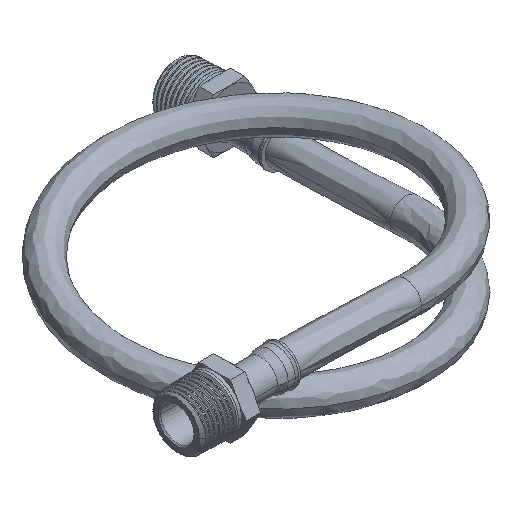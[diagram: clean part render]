
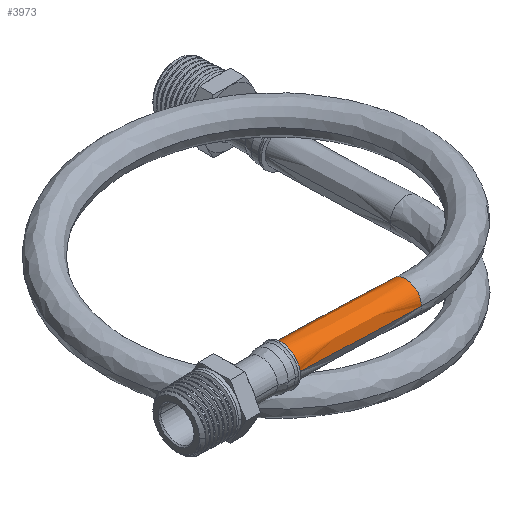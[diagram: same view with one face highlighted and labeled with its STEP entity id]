
A CAD part, isometric view. The second image highlights one B-rep face of the part: STEP entity #3973.
In plain terms, the highlighted free-form (B-spline) face has degree [3, 3] with [10, 6] control points.
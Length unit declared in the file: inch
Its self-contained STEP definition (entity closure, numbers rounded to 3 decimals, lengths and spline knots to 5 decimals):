
#2=CARTESIAN_POINT('',(0.,-2.6525,1.25));
#3=CARTESIAN_POINT('',(0.,-2.6525,1.30284));
#4=CARTESIAN_POINT('',(0.,-2.61817,1.40851));
#5=CARTESIAN_POINT('',(0.,-2.48333,1.50647));
#6=CARTESIAN_POINT('',(0.,-2.31667,1.50647));
#7=CARTESIAN_POINT('',(0.,-2.18183,1.40851));
#8=CARTESIAN_POINT('',(0.,-2.1475,1.30284));
#9=CARTESIAN_POINT('',(0.,-2.1475,1.25));
#110=CARTESIAN_POINT('',(-2.,-2.65251,1.31624));
#111=CARTESIAN_POINT('',(-2.,-2.65251,1.36908));
#112=CARTESIAN_POINT('',(-2.,-2.61816,1.47475));
#113=CARTESIAN_POINT('',(-2.,-2.48333,1.57271));
#114=CARTESIAN_POINT('',(-2.,-2.31667,1.57271));
#115=CARTESIAN_POINT('',(-2.,-2.18184,1.47475));
#116=CARTESIAN_POINT('',(-2.,-2.14749,1.36908));
#117=CARTESIAN_POINT('',(-2.,-2.14749,1.31624));
#119=CARTESIAN_POINT('',(-2.,-2.14749,1.31624));
#120=CARTESIAN_POINT('',(-1.77762,-2.14749,1.31624));
#121=CARTESIAN_POINT('',(-1.33285,-2.1475,1.31133));
#122=CARTESIAN_POINT('',(-0.66602,-2.1475,
1.28925));
#123=CARTESIAN_POINT('',(-0.2219,-2.1475,1.26472));
#124=CARTESIAN_POINT('',(0.,-2.1475,1.25));
#1697=CARTESIAN_POINT('',(-2.,-2.65251,1.31624));
#1698=CARTESIAN_POINT('',(-1.77762,-2.65251,
1.31624));
#1699=CARTESIAN_POINT('',(-1.33285,-2.6525,
1.31133));
#1700=CARTESIAN_POINT('',(-0.66602,-2.6525,
1.28925));
#1701=CARTESIAN_POINT('',(-0.2219,-2.6525,1.26472));
#1702=CARTESIAN_POINT('',(0.,-2.6525,1.25));
#3400=VERTEX_POINT('',#2);
#3401=VERTEX_POINT('',#9);
#3460=VERTEX_POINT('',#110);
#3461=VERTEX_POINT('',#117);
#3903=CARTESIAN_POINT('',(-2.04003,-2.14801,
1.30037));
#3904=CARTESIAN_POINT('',(-1.8043,-2.14801,
1.30069));
#3905=CARTESIAN_POINT('',(-1.34618,-2.14801,
1.29593));
#3906=CARTESIAN_POINT('',(-0.65268,-2.14801,
1.27296));
#3907=CARTESIAN_POINT('',(-0.19525,-2.14801,
1.24739));
#3908=CARTESIAN_POINT('',(0.03994,-2.14801,
1.23148));
#3909=CARTESIAN_POINT('',(-2.04003,-2.14767,
1.30565));
#3910=CARTESIAN_POINT('',(-1.8043,-2.14767,
1.30596));
#3911=CARTESIAN_POINT('',(-1.34618,-2.14767,
1.30121));
#3912=CARTESIAN_POINT('',(-0.65268,-2.14767,
1.27824));
#3913=CARTESIAN_POINT('',(-0.19525,-2.14767,
1.25267));
#3914=CARTESIAN_POINT('',(0.03994,-2.14767,
1.23676));
#3915=CARTESIAN_POINT('',(-2.04003,-2.14578,
1.36377));
#3916=CARTESIAN_POINT('',(-1.8043,-2.14578,
1.36408));
#3917=CARTESIAN_POINT('',(-1.34618,-2.14578,
1.35933));
#3918=CARTESIAN_POINT('',(-0.65268,-2.14578,
1.33636));
#3919=CARTESIAN_POINT('',(-0.19525,-2.14578,
1.31079));
#3920=CARTESIAN_POINT('',(0.03994,-2.14578,
1.29488));
#3921=CARTESIAN_POINT('',(-2.04003,-2.18183,
1.47472));
#3922=CARTESIAN_POINT('',(-1.8043,-2.18183,
1.47503));
#3923=CARTESIAN_POINT('',(-1.34618,-2.18183,
1.47028));
#3924=CARTESIAN_POINT('',(-0.65268,-2.18183,
1.44731));
#3925=CARTESIAN_POINT('',(-0.19525,-2.18183,
1.42174));
#3926=CARTESIAN_POINT('',(0.03994,-2.18183,
1.40583));
#3927=CARTESIAN_POINT('',(-2.04003,-2.31667,
1.57268));
#3928=CARTESIAN_POINT('',(-1.8043,-2.31667,
1.573));
#3929=CARTESIAN_POINT('',(-1.34618,-2.31667,
1.56824));
#3930=CARTESIAN_POINT('',(-0.65268,-2.31667,
1.54527));
#3931=CARTESIAN_POINT('',(-0.19525,-2.31667,
1.5197));
#3932=CARTESIAN_POINT('',(0.03994,-2.31667,
1.50379));
#3933=CARTESIAN_POINT('',(-2.04003,-2.48333,
1.57268));
#3934=CARTESIAN_POINT('',(-1.8043,-2.48333,
1.573));
#3935=CARTESIAN_POINT('',(-1.34618,-2.48333,
1.56824));
#3936=CARTESIAN_POINT('',(-0.65268,-2.48333,
1.54527));
#3937=CARTESIAN_POINT('',(-0.19525,-2.48333,
1.5197));
#3938=CARTESIAN_POINT('',(0.03994,-2.48333,
1.50379));
#3939=CARTESIAN_POINT('',(-2.04003,-2.61817,
1.47472));
#3940=CARTESIAN_POINT('',(-1.8043,-2.61817,
1.47503));
#3941=CARTESIAN_POINT('',(-1.34618,-2.61817,
1.47028));
#3942=CARTESIAN_POINT('',(-0.65268,-2.61817,
1.44731));
#3943=CARTESIAN_POINT('',(-0.19525,-2.61817,
1.42174));
#3944=CARTESIAN_POINT('',(0.03994,-2.61817,
1.40583));
#3945=CARTESIAN_POINT('',(-2.04003,-2.65422,
1.36377));
#3946=CARTESIAN_POINT('',(-1.8043,-2.65422,
1.36408));
#3947=CARTESIAN_POINT('',(-1.34618,-2.65422,
1.35933));
#3948=CARTESIAN_POINT('',(-0.65268,-2.65422,
1.33636));
#3949=CARTESIAN_POINT('',(-0.19525,-2.65422,
1.31079));
#3950=CARTESIAN_POINT('',(0.03994,-2.65422,
1.29488));
#3951=CARTESIAN_POINT('',(-2.04003,-2.65233,
1.30565));
#3952=CARTESIAN_POINT('',(-1.8043,-2.65233,
1.30596));
#3953=CARTESIAN_POINT('',(-1.34618,-2.65233,
1.30121));
#3954=CARTESIAN_POINT('',(-0.65268,-2.65233,
1.27824));
#3955=CARTESIAN_POINT('',(-0.19525,-2.65233,
1.25267));
#3956=CARTESIAN_POINT('',(0.03994,-2.65233,
1.23676));
#3957=CARTESIAN_POINT('',(-2.04003,-2.65199,
1.30037));
#3958=CARTESIAN_POINT('',(-1.8043,-2.65199,
1.30069));
#3959=CARTESIAN_POINT('',(-1.34618,-2.65199,
1.29593));
#3960=CARTESIAN_POINT('',(-0.65268,-2.65199,
1.27296));
#3961=CARTESIAN_POINT('',(-0.19525,-2.65199,
1.24739));
#3962=CARTESIAN_POINT('',(0.03994,-2.65199,
1.23148));
#3963=B_SPLINE_SURFACE_WITH_KNOTS('',3,3,((#3903,#3904,#3905,#3906,#3907,#3908),
(#3909,#3910,#3911,#3912,#3913,#3914),(#3915,#3916,#3917,#3918,#3919,#3920),(
#3921,#3922,#3923,#3924,#3925,#3926),(#3927,#3928,#3929,#3930,#3931,#3932),(
#3933,#3934,#3935,#3936,#3937,#3938),(#3939,#3940,#3941,#3942,#3943,#3944),(
#3945,#3946,#3947,#3948,#3949,#3950),(#3951,#3952,#3953,#3954,#3955,#3956),(
#3957,#3958,#3959,#3960,#3961,#3962)),.UNSPECIFIED.,.F.,.F.,.F.,(4,1,1,1,1,1,1,
4),(4,1,1,4),(-0.01,0.,0.1,0.2,0.3,0.4,0.5,0.51),(
-0.02,0.33333,0.66667,1.02),
.UNSPECIFIED.);
#3965=ORIENTED_EDGE('',*,*,#3964,.T.);
#3967=ORIENTED_EDGE('',*,*,#3966,.T.);
#3968=ORIENTED_EDGE('',*,*,#3892,.F.);
#3970=ORIENTED_EDGE('',*,*,#3969,.F.);
#3971=EDGE_LOOP('',(#3965,#3967,#3968,#3970));
#3972=FACE_OUTER_BOUND('',#3971,.F.);
#3973=ADVANCED_FACE('',(#3972),#3963,.T.);
#10=B_SPLINE_CURVE_WITH_KNOTS('',3,(#2,#3,#4,#5,#6,#7,#8,#9),.UNSPECIFIED.,.F.,
.F.,(4,1,1,1,1,4),(0.,0.2,0.4,0.6,0.8,1.),.UNSPECIFIED.);
#118=B_SPLINE_CURVE_WITH_KNOTS('',3,(#110,#111,#112,#113,#114,#115,#116,#117),
.UNSPECIFIED.,.F.,.F.,(4,1,1,1,1,4),(0.,0.2,0.4,0.6,0.8,1.),
.UNSPECIFIED.);
#125=B_SPLINE_CURVE_WITH_KNOTS('',3,(#119,#120,#121,#122,#123,#124),
.UNSPECIFIED.,.F.,.F.,(4,1,1,4),(0.,0.33333,0.66667,1.),
.UNSPECIFIED.);
#1703=B_SPLINE_CURVE_WITH_KNOTS('',3,(#1697,#1698,#1699,#1700,#1701,#1702),
.UNSPECIFIED.,.F.,.F.,(4,1,1,4),(0.,0.33333,0.66667,1.),
.UNSPECIFIED.);
#3892=EDGE_CURVE('',#3400,#3401,#10,.T.);
#3964=EDGE_CURVE('',#3460,#3461,#118,.T.);
#3966=EDGE_CURVE('',#3461,#3401,#125,.T.);
#3969=EDGE_CURVE('',#3460,#3400,#1703,.T.);
